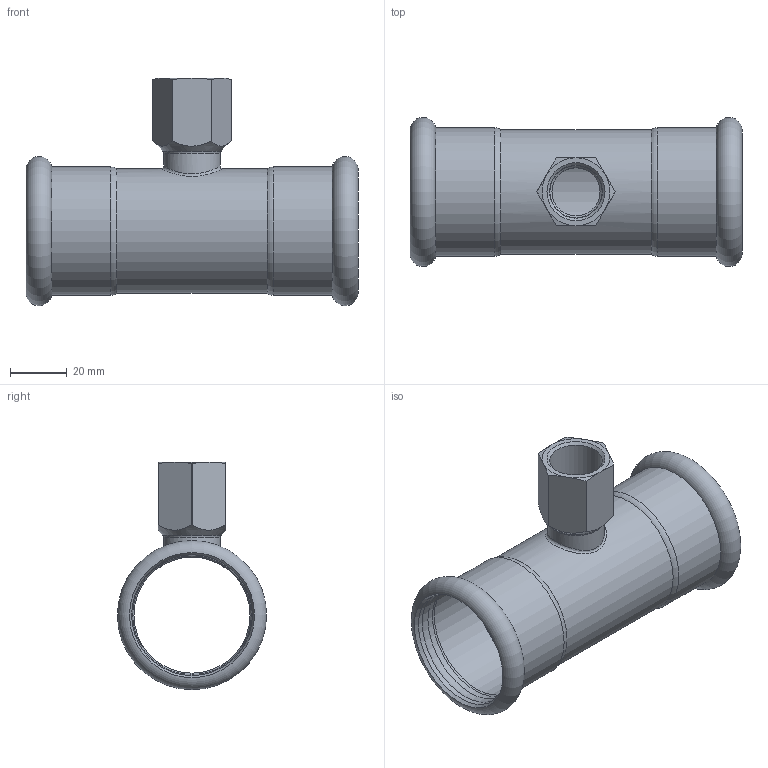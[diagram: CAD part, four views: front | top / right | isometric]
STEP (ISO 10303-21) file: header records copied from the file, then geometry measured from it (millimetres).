
FILE_DESCRIPTION(/* description */ ('TEE CON DERIVAZIONE FILETTATA FEMMINA 1/2"x42'),/* implementation_level */ '2;1');
FILE_NAME(/* name */ '189102042_Inoxpres.stp',/* time_stamp */ '2022-10-12T08:15:11+02:00',/* author */ ('Vault'),/* organization */ ('Raccorderie metalliche s.p.a. '),/* preprocessor_version */ 'ST-DEVELOPER v18.1',/* originating_system */ 'Autodesk Inventor 2020',/* authorisation */ 'Raccorderie metalliche s.p.a. ');
FILE_SCHEMA (('AUTOMOTIVE_DESIGN { 1 0 10303 214 3 1 1 }'));
Length unit declared in the file: millimetre
Products named in the file (1): 189102042_Inoxpres
Bounding box: 117.3 x 52.7 x 80.35 mm (x, y, z)
Volume: 37254.1 mm3; surface area: 37801.9 mm2
Topology: 1 solids, 1 shells, 54 faces, 168 edges, 116 vertices
Faces by surface type: cylinder 21, cone 12, torus 11, plane 8, bspline 2
Full cylindrical faces by diameter (mm): 17 x1, 17.6 x1, 18.5 x1, 18.631 x1, 20 x1, 41 x1, 42.4 x2, 42.7 x4, 44 x1, 45.4 x2
Entity records: 2238 total; most frequent: CARTESIAN_POINT 635, DIRECTION 362, ORIENTED_EDGE 338, EDGE_CURVE 169, AXIS2_PLACEMENT_3D 164, VERTEX_POINT 117, CIRCLE 111, EDGE_LOOP 58
